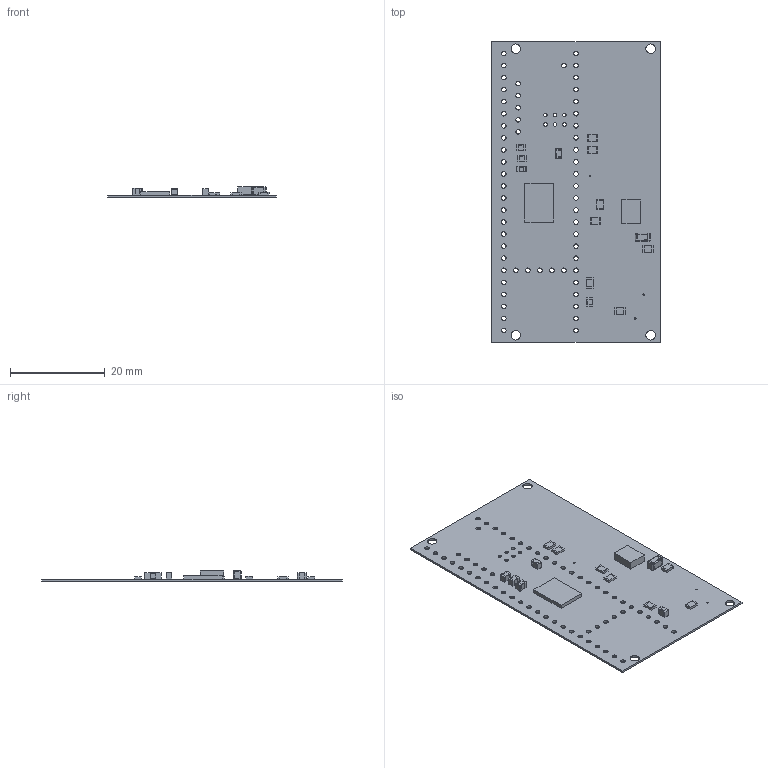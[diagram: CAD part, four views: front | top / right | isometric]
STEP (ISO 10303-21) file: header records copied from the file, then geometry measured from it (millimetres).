
FILE_DESCRIPTION(('Open CASCADE Model'),'2;1');
FILE_NAME('Open CASCADE Shape Model','2023-02-21T16:17:03',('Author'),( 'Open CASCADE'),'Open CASCADE STEP processor 7.5','Open CASCADE 7.5' ,'Unknown');
FILE_SCHEMA(('AUTOMOTIVE_DESIGN { 1 0 10303 214 1 1 1 1 }'));
Length unit declared in the file: millimetre
Products named in the file (50): PCB; Board; Open CASCADE STEP translator 7.5 1.1.1; U2; 6099174544; Extruded; Open CASCADE STEP translator 7.5 1.3; 6099175984; R7; 6147041856; 6147047616; R6; R5; 6147042336; 6147045216; R4; R3; 6099176384; 6099176144; R2; R1; C6; Cap_Murata_GCJ21BR72E103KXJ3L_eec; terminals; body; logo; C5; Cap_Murata_GCM21BR72A104KA37L_eec; side; Murata; C4; Cap_Murata_GRM21BR61C106KE15K_eec; 1; 2; Murata Logo 3; C3; C2; Cap_Murata_GCM31C5C1H104JA16L_eec; C1
Assembly tree (67 placements, depth 4):
  PCB
    Board
      Open CASCADE STEP translator 7.5 1.1.1
    U2
      6099174544
        Extruded
    Open CASCADE STEP translator 7.5 1.3
      6099175984
        Extruded
    R7
      6147041856  x2
        Extruded
      6147047616
        Extruded
    R6
      6147041856  x2
        Extruded
      6147047616
        Extruded
    R5
      6147042336  x2
        Extruded
      6147045216
        Extruded
    R4
      6147041856  x2
        Extruded
      6147047616
        Extruded
    R3
      6099176384  x2
        Extruded
      6099176144
        Extruded
    R2
      6147041856  x2
        Extruded
      6147047616
        Extruded
    R1
      6099176384  x2
        Extruded
      6099176144
        Extruded
    C6
      Cap_Murata_GCJ21BR72E103KXJ3L_eec
        terminals
        body
        logo
    C5
      Cap_Murata_GCM21BR72A104KA37L_eec
        body
        side  x2
        Murata
    C4
      Cap_Murata_GRM21BR61C106KE15K_eec
        1
        2
        Murata Logo 3
    C3
Bounding box: 35.56 x 63.5 x 2.21 mm (x, y, z)
Volume: 1017.1 mm3; surface area: 4999.3 mm2
Topology: 48 solids, 48 shells, 1687 faces, 4605 edges, 3014 vertices
Faces by surface type: plane 721, bspline 499, cylinder 411, sphere 56
Full cylindrical faces by diameter (mm): 0.304 x3, 0.762 x6, 0.964 x59, 2 x4
Entity records: 37606 total; most frequent: CARTESIAN_POINT 9831, ORIENTED_EDGE 5814, DIRECTION 5231, EDGE_CURVE 2907, VERTEX_POINT 1902, AXIS2_PLACEMENT_3D 1748, LINE 1735, VECTOR 1735
